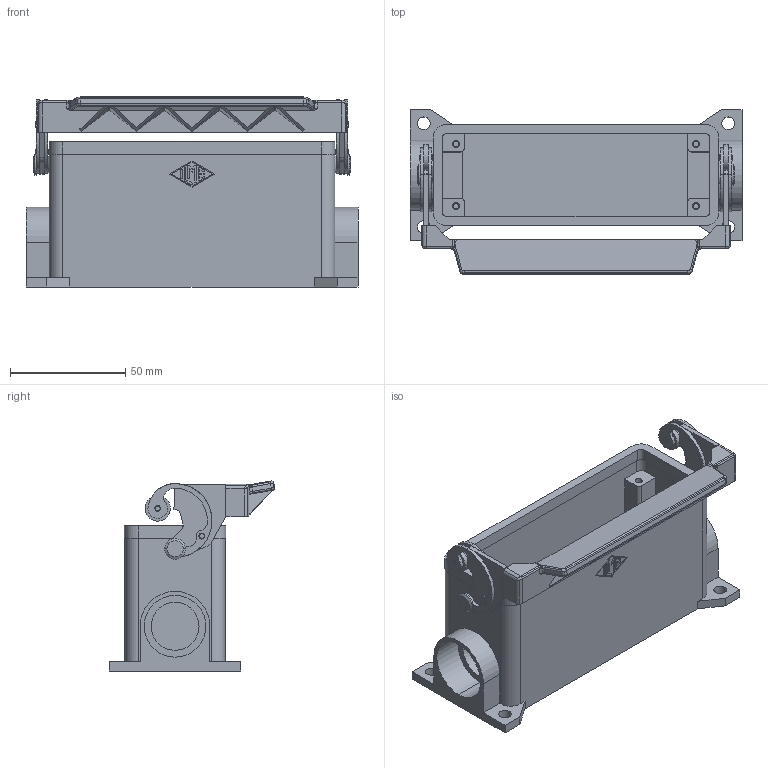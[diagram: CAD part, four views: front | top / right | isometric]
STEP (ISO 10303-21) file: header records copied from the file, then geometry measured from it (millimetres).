
FILE_DESCRIPTION((''),'2;1');
FILE_NAME('CHP 24 L.stp','2006-12-21T14:42:06',('gembarski'),(''),'Autodesk Inventor 7','Autodesk Inventor 7','');
FILE_SCHEMA(('AUTOMOTIVE_DESIGN { 1 0 10303 214 1 1 1 1 }'));
Length unit declared in the file: millimetre
Products named in the file (1): CHP 24 L
Bounding box: 144 x 71.7 x 82.42 mm (x, y, z)
Volume: 127522 mm3; surface area: 72557.8 mm2
Topology: 4 solids, 4 shells, 463 faces, 1230 edges, 802 vertices
Faces by surface type: plane 191, bspline 129, cylinder 123, torus 10, cone 6, sphere 4
Entity records: 17247 total; most frequent: CARTESIAN_POINT 5697, ORIENTED_EDGE 2448, DIRECTION 2380, EDGE_CURVE 1224, AXIS2_PLACEMENT_3D 839, VERTEX_POINT 802, VECTOR 702, LINE 702
